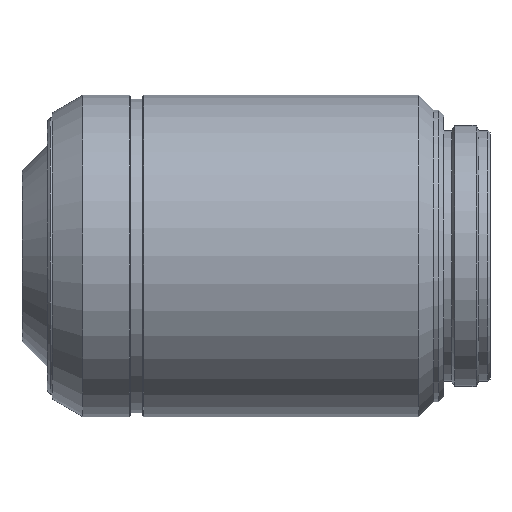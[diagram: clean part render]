
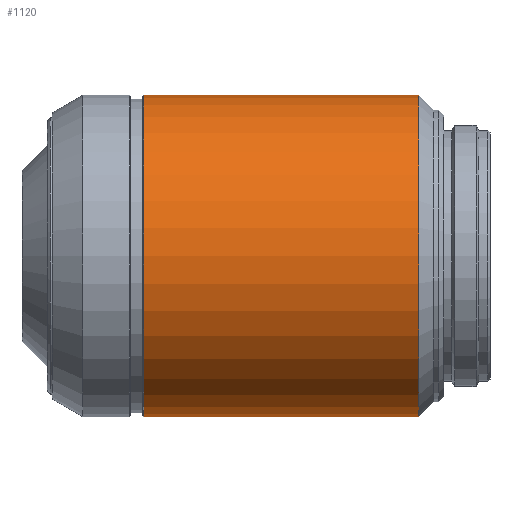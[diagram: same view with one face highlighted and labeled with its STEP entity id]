
A CAD part, top view. The second image highlights one B-rep face of the part: STEP entity #1120.
In plain terms, the highlighted cylindrical face has radius 16 mm (diameter 32 mm), a partial arc.
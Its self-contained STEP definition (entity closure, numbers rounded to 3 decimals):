
#48 = DIRECTION ( 'NONE',  ( 1., 0., 0. ) ) ;
#62 = VERTEX_POINT ( 'NONE', #1356 ) ;
#138 = DIRECTION ( 'NONE',  ( 0., 1., 0. ) ) ;
#185 = VECTOR ( 'NONE', #1370, 1000. ) ;
#210 = DIRECTION ( 'NONE',  ( 0., -1., 0. ) ) ;
#234 = DIRECTION ( 'NONE',  ( 1., 0., 0. ) ) ;
#305 = CARTESIAN_POINT ( 'NONE',  ( 21.8, -16., 0. ) ) ;
#317 = DIRECTION ( 'NONE',  ( 1., 0., 0. ) ) ;
#375 = EDGE_CURVE ( 'NONE', #537, #62, #490, .T. ) ;
#389 = FACE_OUTER_BOUND ( 'NONE', #1234, .T. ) ;
#411 = CIRCLE ( 'NONE', #1209, 16. ) ;
#435 = CARTESIAN_POINT ( 'NONE',  ( 8.1, -16., 0. ) ) ;
#490 = LINE ( 'NONE', #1154, #185 ) ;
#537 = VERTEX_POINT ( 'NONE', #714 ) ;
#545 = CARTESIAN_POINT ( 'NONE',  ( 8.1, 0., 0. ) ) ;
#557 = DIRECTION ( 'NONE',  ( 1., 0., 0. ) ) ;
#590 = CARTESIAN_POINT ( 'NONE',  ( 35.5, 0., 0. ) ) ;
#615 = EDGE_CURVE ( 'NONE', #725, #981, #886, .T. ) ;
#714 = CARTESIAN_POINT ( 'NONE',  ( 8.1, 16., 0. ) ) ;
#717 = VECTOR ( 'NONE', #557, 1000. ) ;
#725 = VERTEX_POINT ( 'NONE', #435 ) ;
#850 = EDGE_CURVE ( 'NONE', #62, #981, #1295, .T. ) ;
#881 = ORIENTED_EDGE ( 'NONE', *, *, #375, .F. ) ;
#886 = LINE ( 'NONE', #305, #717 ) ;
#891 = ORIENTED_EDGE ( 'NONE', *, *, #850, .F. ) ;
#949 = AXIS2_PLACEMENT_3D ( 'NONE', #1279, #48, #210 ) ;
#981 = VERTEX_POINT ( 'NONE', #1275 ) ;
#1120 = ADVANCED_FACE ( 'NONE', ( #389 ), #1178, .T. ) ;
#1154 = CARTESIAN_POINT ( 'NONE',  ( 21.8, 16., 0. ) ) ;
#1174 = EDGE_CURVE ( 'NONE', #537, #725, #411, .T. ) ;
#1178 = CYLINDRICAL_SURFACE ( 'NONE', #949, 16. ) ;
#1200 = DIRECTION ( 'NONE',  ( 0., 1., 0. ) ) ;
#1209 = AXIS2_PLACEMENT_3D ( 'NONE', #545, #317, #1200 ) ;
#1215 = ORIENTED_EDGE ( 'NONE', *, *, #615, .T. ) ;
#1234 = EDGE_LOOP ( 'NONE', ( #1215, #891, #881, #1322 ) ) ;
#1275 = CARTESIAN_POINT ( 'NONE',  ( 35.5, -16., 0. ) ) ;
#1279 = CARTESIAN_POINT ( 'NONE',  ( 21.8, 0., 0. ) ) ;
#1295 = CIRCLE ( 'NONE', #1318, 16. ) ;
#1318 = AXIS2_PLACEMENT_3D ( 'NONE', #590, #234, #138 ) ;
#1322 = ORIENTED_EDGE ( 'NONE', *, *, #1174, .T. ) ;
#1356 = CARTESIAN_POINT ( 'NONE',  ( 35.5, 16., 0. ) ) ;
#1370 = DIRECTION ( 'NONE',  ( 1., 0., 0. ) ) ;
